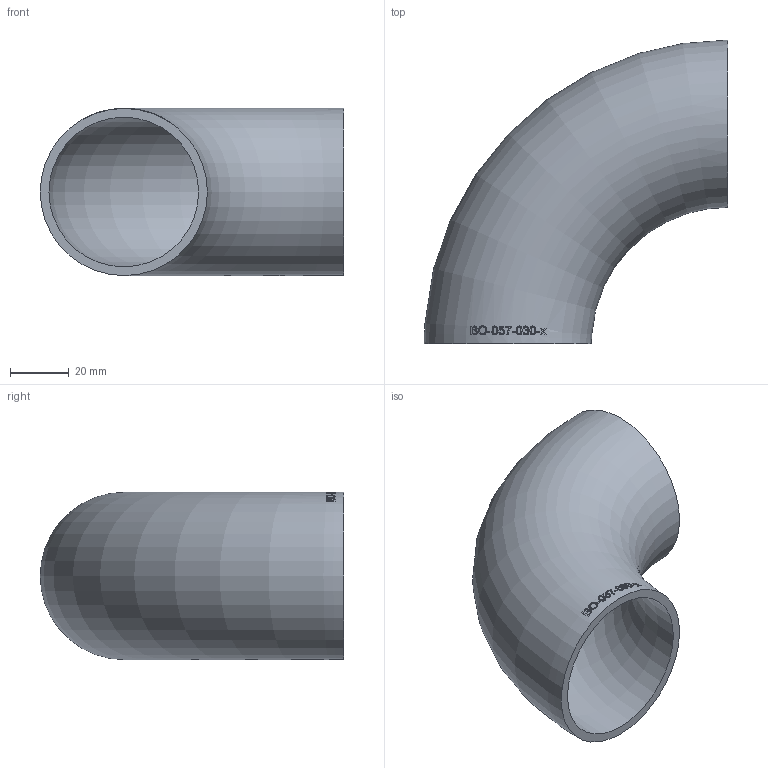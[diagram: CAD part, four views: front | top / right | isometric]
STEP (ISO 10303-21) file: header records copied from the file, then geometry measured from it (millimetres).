
FILE_DESCRIPTION (( 'STEP AP214' ), '1' );
FILE_NAME ('BO-057-030-x Bogen 1911.STEP', '2019-11-04T09:29:08', ( '' ), ( '' ), 'SwSTEP 2.0', 'SolidWorks 2016', '' );
FILE_SCHEMA (( 'AUTOMOTIVE_DESIGN' ));
Length unit declared in the file: millimetre
Products named in the file (1): BO-057-030-x Bogen 1911
Bounding box: 103.5 x 103.5 x 57 mm (x, y, z)
Volume: 59955.4 mm3; surface area: 41003.3 mm2
Topology: 1 solids, 1 shells, 148 faces, 388 edges, 259 vertices
Faces by surface type: bspline 76, plane 51, torus 21
Entity records: 8813 total; most frequent: CARTESIAN_POINT 4388, ORIENTED_EDGE 758, EDGE_CURVE 379, DIRECTION 277, VERTEX_POINT 254, B_SPLINE_CURVE_WITH_KNOTS 250, EDGE_LOOP 169, FACE_OUTER_BOUND 149
